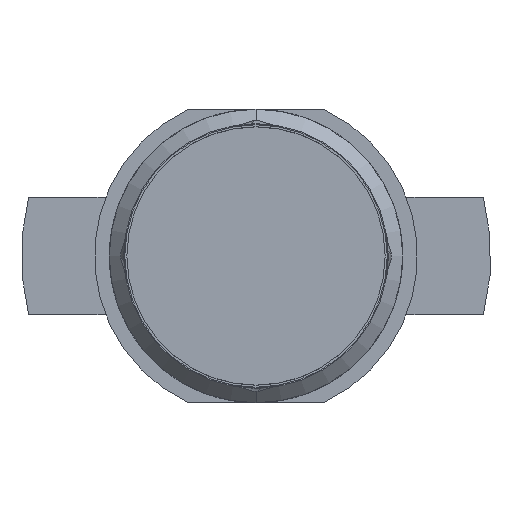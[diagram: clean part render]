
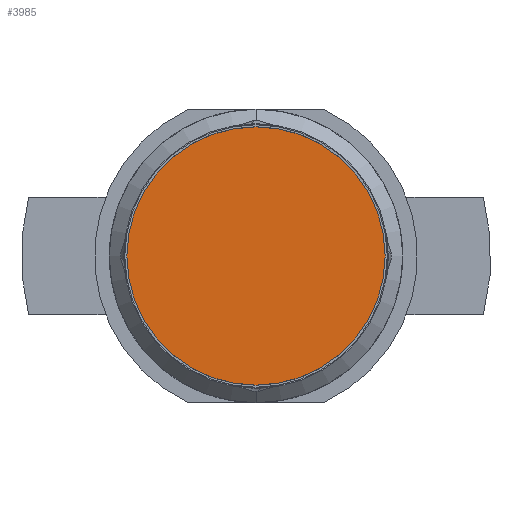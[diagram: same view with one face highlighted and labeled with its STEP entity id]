
A CAD part, front view. The second image highlights one B-rep face of the part: STEP entity #3985.
In plain terms, the highlighted planar face has unit normal (0, -1, 0).
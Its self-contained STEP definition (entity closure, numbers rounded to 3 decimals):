
#527 = VERTEX_POINT ( 'NONE', #2661 ) ;
#711 = ORIENTED_EDGE ( 'NONE', *, *, #3196, .T. ) ;
#838 = PLANE ( 'NONE',  #884 ) ;
#884 = AXIS2_PLACEMENT_3D ( 'NONE', #4759, #2565, #2120 ) ;
#1829 = AXIS2_PLACEMENT_3D ( 'NONE', #4216, #3845, #5095 ) ;
#1943 = DIRECTION ( 'NONE',  ( -1., 0., 0. ) ) ;
#1964 = CARTESIAN_POINT ( 'NONE',  ( 0., 0., 0. ) ) ;
#2120 = DIRECTION ( 'NONE',  ( 1., 0., 0. ) ) ;
#2409 = CIRCLE ( 'NONE', #1829, 2.2 ) ;
#2565 = DIRECTION ( 'NONE',  ( 0., 1., 0. ) ) ;
#2661 = CARTESIAN_POINT ( 'NONE',  ( -2.2, 0., 0. ) ) ;
#3196 = EDGE_CURVE ( 'Defeature ausgef�hrt1_23+Defeature ausgef�hrt1_30+Defeature ausgef�hrt1_30+Defeature ausgef�hrt1_30', #527, #3597, #5466, .T. ) ;
#3363 = CARTESIAN_POINT ( 'NONE',  ( 2.2, 0., 0. ) ) ;
#3597 = VERTEX_POINT ( 'NONE', #3363 ) ;
#3681 = DIRECTION ( 'NONE',  ( 0., -1., 0. ) ) ;
#3845 = DIRECTION ( 'NONE',  ( 0., -1., 0. ) ) ;
#3985 = ADVANCED_FACE ( 'Defeature ausgef�hrt1_23', ( #4595 ), #838, .F. ) ;
#4216 = CARTESIAN_POINT ( 'NONE',  ( 0., 0., 0. ) ) ;
#4442 = AXIS2_PLACEMENT_3D ( 'NONE', #1964, #3681, #1943 ) ;
#4595 = FACE_OUTER_BOUND ( 'NONE', #4924, .T. ) ;
#4759 = CARTESIAN_POINT ( 'NONE',  ( 0., 0., -1.9 ) ) ;
#4924 = EDGE_LOOP ( 'NONE', ( #711, #5114 ) ) ;
#5095 = DIRECTION ( 'NONE',  ( -1., 0., 0. ) ) ;
#5114 = ORIENTED_EDGE ( 'NONE', *, *, #5543, .T. ) ;
#5466 = CIRCLE ( 'NONE', #4442, 2.2 ) ;
#5543 = EDGE_CURVE ( 'Defeature ausgef�hrt1_23+Defeature ausgef�hrt1_30+Defeature ausgef�hrt1_30+Defeature ausgef�hrt1_30', #3597, #527, #2409, .T. ) ;
